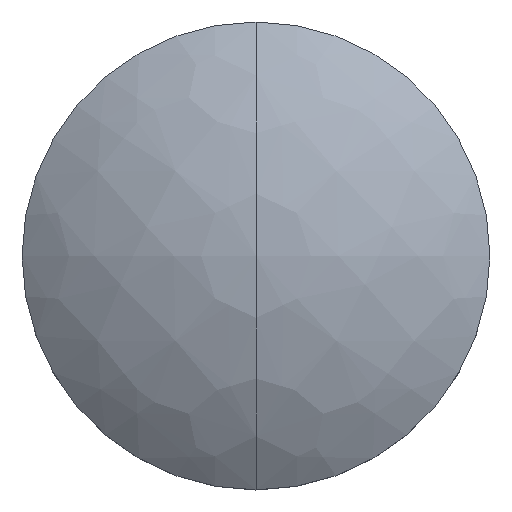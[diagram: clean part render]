
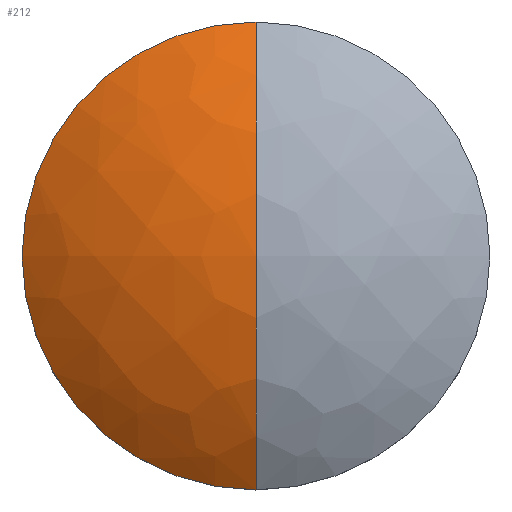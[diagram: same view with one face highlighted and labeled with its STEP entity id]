
A CAD part, top view. The second image highlights one B-rep face of the part: STEP entity #212.
In plain terms, the highlighted free-form (B-spline) face has degree [3, 3] with [4, 4] control points.
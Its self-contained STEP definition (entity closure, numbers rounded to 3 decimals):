
#3 = CARTESIAN_POINT ( 'NONE',  ( 0., 2.443, 6.784 ) ) ;
#18 = VERTEX_POINT ( 'NONE', #105 ) ;
#19 = DIRECTION ( 'NONE',  ( 0., 0., -1. ) ) ;
#23 = CARTESIAN_POINT ( 'NONE',  ( 0., -6.35, 3.989 ) ) ;
#27 = CARTESIAN_POINT ( 'NONE',  ( -3.662, -6.416, 3.372 ) ) ;
#45 = CARTESIAN_POINT ( 'NONE',  ( 0., 0., 3.989 ) ) ;
#48 = CARTESIAN_POINT ( 'NONE',  ( -5.192, 6.416, 2.287 ) ) ;
#49 = CARTESIAN_POINT ( 'NONE',  ( 0., -6.416, 3.942 ) ) ;
#67 = ORIENTED_EDGE ( 'NONE', *, *, #135, .F. ) ;
#70 = ORIENTED_EDGE ( 'NONE', *, *, #77, .F. ) ;
#77 = EDGE_CURVE ( 'NONE', #204, #18, #295, .T. ) ;
#91 = CARTESIAN_POINT ( 'NONE',  ( -6.837, 2.443, 4.604 ) ) ;
#94 =( BOUNDED_SURFACE ( )  B_SPLINE_SURFACE ( 3, 3, ( 
 ( #49, #136, #27, #227 ),
 ( #255, #203, #156, #117 ),
 ( #3, #159, #272, #91 ),
 ( #274, #180, #177, #48 ) ),
 .UNSPECIFIED., .F., .F., .T. ) 
 B_SPLINE_SURFACE_WITH_KNOTS ( ( 4, 4 ),
 ( 4, 4 ),
 ( 0., 1. ),
 ( 0., 1. ),
 .UNSPECIFIED. ) 
 GEOMETRIC_REPRESENTATION_ITEM ( )  RATIONAL_B_SPLINE_SURFACE ( (
 ( 1., 0.969, 0.969, 1.),
 ( 0.876, 0.848, 0.848, 0.876),
 ( 0.876, 0.848, 0.848, 0.876),
 ( 1., 0.969, 0.969, 1.) ) ) 
 REPRESENTATION_ITEM ( '' )  SURFACE ( )  );
#99 = FACE_OUTER_BOUND ( 'NONE', #134, .T. ) ;
#105 = CARTESIAN_POINT ( 'NONE',  ( -6.35, 0., 3.989 ) ) ;
#111 = DIRECTION ( 'NONE',  ( 0., 0., -1. ) ) ;
#113 = AXIS2_PLACEMENT_3D ( 'NONE', #214, #260, #170 ) ;
#117 = CARTESIAN_POINT ( 'NONE',  ( -6.837, -2.443, 4.604 ) ) ;
#134 = EDGE_LOOP ( 'NONE', ( #70, #167, #67 ) ) ;
#135 = EDGE_CURVE ( 'NONE', #18, #273, #259, .T. ) ;
#136 = CARTESIAN_POINT ( 'NONE',  ( -1.876, -6.416, 3.942 ) ) ;
#138 = CARTESIAN_POINT ( 'NONE',  ( 0., 6.35, 3.989 ) ) ;
#143 = EDGE_CURVE ( 'NONE', #204, #273, #183, .T. ) ;
#156 = CARTESIAN_POINT ( 'NONE',  ( -4.823, -2.443, 6.034 ) ) ;
#159 = CARTESIAN_POINT ( 'NONE',  ( -2.47, 2.443, 6.784 ) ) ;
#167 = ORIENTED_EDGE ( 'NONE', *, *, #143, .T. ) ;
#170 = DIRECTION ( 'NONE',  ( 0., -1., 0. ) ) ;
#177 = CARTESIAN_POINT ( 'NONE',  ( -3.662, 6.416, 3.372 ) ) ;
#180 = CARTESIAN_POINT ( 'NONE',  ( -1.876, 6.416, 3.942 ) ) ;
#183 = CIRCLE ( 'NONE', #113, 11.03 ) ;
#203 = CARTESIAN_POINT ( 'NONE',  ( -2.47, -2.443, 6.784 ) ) ;
#204 = VERTEX_POINT ( 'NONE', #23 ) ;
#212 = ADVANCED_FACE ( 'NONE', ( #99 ), #94, .T. ) ;
#214 = CARTESIAN_POINT ( 'NONE',  ( 0., 0., -5.03 ) ) ;
#227 = CARTESIAN_POINT ( 'NONE',  ( -5.192, -6.416, 2.287 ) ) ;
#243 = DIRECTION ( 'NONE',  ( 1., 0., 0. ) ) ;
#255 = CARTESIAN_POINT ( 'NONE',  ( 0., -2.443, 6.784 ) ) ;
#259 = CIRCLE ( 'NONE', #280, 6.35 ) ;
#260 = DIRECTION ( 'NONE',  ( -1., 0., 0. ) ) ;
#263 = AXIS2_PLACEMENT_3D ( 'NONE', #45, #111, #267 ) ;
#267 = DIRECTION ( 'NONE',  ( 1., 0., 0. ) ) ;
#272 = CARTESIAN_POINT ( 'NONE',  ( -4.823, 2.443, 6.034 ) ) ;
#273 = VERTEX_POINT ( 'NONE', #138 ) ;
#274 = CARTESIAN_POINT ( 'NONE',  ( 0., 6.416, 3.942 ) ) ;
#280 = AXIS2_PLACEMENT_3D ( 'NONE', #283, #19, #243 ) ;
#283 = CARTESIAN_POINT ( 'NONE',  ( 0., 0., 3.989 ) ) ;
#295 = CIRCLE ( 'NONE', #263, 6.35 ) ;
